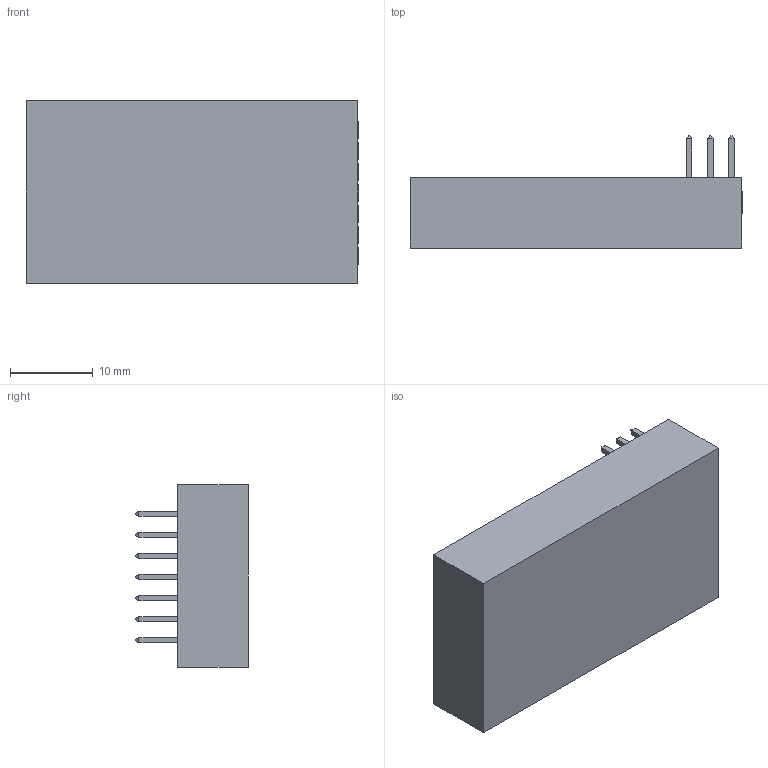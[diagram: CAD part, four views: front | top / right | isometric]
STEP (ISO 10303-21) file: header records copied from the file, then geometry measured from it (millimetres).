
FILE_DESCRIPTION(/* description */ (''),/* implementation_level */ '2;1');
FILE_NAME(/* name */ 'Flysky FS-iA6 Receiver.stp',/* time_stamp */ '2022-09-06T11:05:25-05:00',/* author */ ('Zach'),/* organization */ (''),/* preprocessor_version */ 'ST-DEVELOPER v18.1',/* originating_system */ 'Autodesk Inventor 2022',/* authorisation */ '');
FILE_SCHEMA (('AUTOMOTIVE_DESIGN { 1 0 10303 214 3 1 1 }'));
Length unit declared in the file: millimetre
Products named in the file (3): Flysky FS-iA6 Receiver; Flysky FS-iA6 Receiver_1; 3x7 Header
Assembly tree (2 placements, depth 2):
  Flysky FS-iA6 Receiver
    Flysky FS-iA6 Receiver_1
    3x7 Header
Bounding box: 40 x 13.55 x 22 mm (x, y, z)
Volume: 6552.9 mm3; surface area: 4433.3 mm2
Topology: 2 solids, 2 shells, 528 faces, 1275 edges, 794 vertices
Faces by surface type: plane 527, cylinder 1
Full cylindrical faces by diameter (mm): 1 x1
Entity records: 15173 total; most frequent: CARTESIAN_POINT 2602, ORIENTED_EDGE 2550, DIRECTION 2343, EDGE_CURVE 1275, LINE 1273, VECTOR 1273, VERTEX_POINT 794, EDGE_LOOP 597
